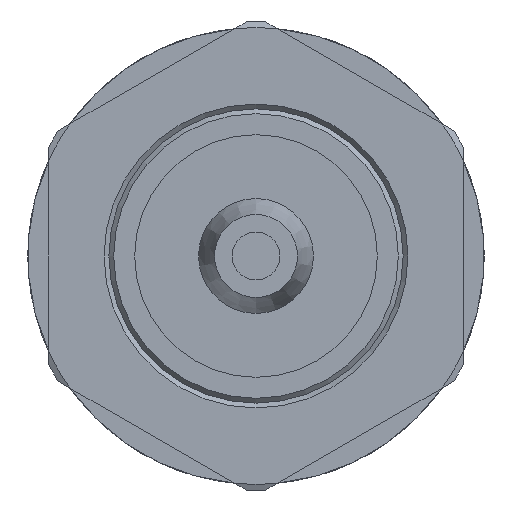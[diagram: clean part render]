
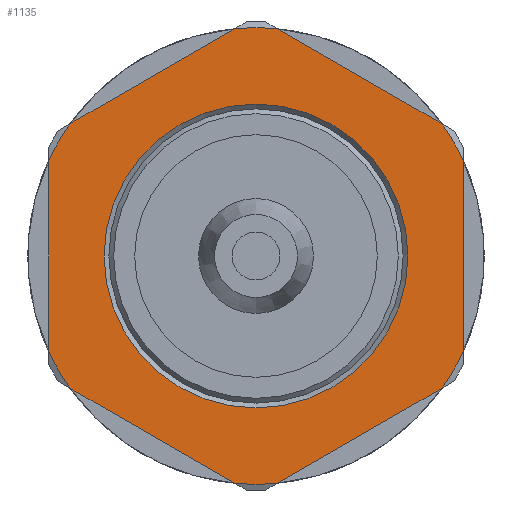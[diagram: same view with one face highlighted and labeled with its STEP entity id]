
A CAD part, front view. The second image highlights one B-rep face of the part: STEP entity #1135.
In plain terms, the highlighted planar face has unit normal (0, -1, 0).
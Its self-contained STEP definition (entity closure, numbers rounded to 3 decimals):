
#59=CIRCLE('',#1196,7.15);
#60=CIRCLE('',#1197,7.15);
#61=CIRCLE('',#1198,7.15);
#62=CIRCLE('',#1199,7.15);
#63=CIRCLE('',#1200,7.15);
#64=CIRCLE('',#1201,7.15);
#65=CIRCLE('',#1202,4.759);
#100=ORIENTED_EDGE('',*,*,#302,.T.);
#101=ORIENTED_EDGE('',*,*,#303,.T.);
#102=ORIENTED_EDGE('',*,*,#304,.T.);
#103=ORIENTED_EDGE('',*,*,#305,.T.);
#104=ORIENTED_EDGE('',*,*,#306,.T.);
#105=ORIENTED_EDGE('',*,*,#307,.T.);
#106=ORIENTED_EDGE('',*,*,#308,.T.);
#107=ORIENTED_EDGE('',*,*,#309,.T.);
#108=ORIENTED_EDGE('',*,*,#310,.T.);
#109=ORIENTED_EDGE('',*,*,#311,.T.);
#110=ORIENTED_EDGE('',*,*,#312,.T.);
#111=ORIENTED_EDGE('',*,*,#313,.T.);
#112=ORIENTED_EDGE('',*,*,#314,.F.);
#302=EDGE_CURVE('',#403,#404,#474,.T.);
#303=EDGE_CURVE('',#404,#405,#59,.T.);
#304=EDGE_CURVE('',#405,#406,#475,.T.);
#305=EDGE_CURVE('',#406,#407,#60,.T.);
#306=EDGE_CURVE('',#407,#408,#476,.T.);
#307=EDGE_CURVE('',#408,#409,#61,.T.);
#308=EDGE_CURVE('',#409,#410,#477,.T.);
#309=EDGE_CURVE('',#410,#411,#62,.T.);
#310=EDGE_CURVE('',#411,#412,#478,.T.);
#311=EDGE_CURVE('',#412,#413,#63,.T.);
#312=EDGE_CURVE('',#413,#414,#479,.T.);
#313=EDGE_CURVE('',#414,#403,#64,.T.);
#314=EDGE_CURVE('',#415,#415,#65,.T.);
#403=VERTEX_POINT('',#1530);
#404=VERTEX_POINT('',#1531);
#405=VERTEX_POINT('',#1533);
#406=VERTEX_POINT('',#1535);
#407=VERTEX_POINT('',#1537);
#408=VERTEX_POINT('',#1539);
#409=VERTEX_POINT('',#1541);
#410=VERTEX_POINT('',#1543);
#411=VERTEX_POINT('',#1545);
#412=VERTEX_POINT('',#1547);
#413=VERTEX_POINT('',#1549);
#414=VERTEX_POINT('',#1551);
#415=VERTEX_POINT('',#1554);
#474=LINE('',#1529,#516);
#475=LINE('',#1534,#517);
#476=LINE('',#1538,#518);
#477=LINE('',#1542,#519);
#478=LINE('',#1546,#520);
#479=LINE('',#1550,#521);
#516=VECTOR('',#1295,1000.);
#517=VECTOR('',#1298,1000.);
#518=VECTOR('',#1301,1000.);
#519=VECTOR('',#1304,1000.);
#520=VECTOR('',#1307,1000.);
#521=VECTOR('',#1310,1000.);
#558=EDGE_LOOP('',(#100,#101,#102,#103,#104,#105,#106,#107,#108,#109,#110,
#111));
#559=EDGE_LOOP('',(#112));
#636=FACE_BOUND('',#558,.T.);
#637=FACE_BOUND('',#559,.T.);
#714=PLANE('',#1195);
#1135=ADVANCED_FACE('',(#636,#637),#714,.T.);
#1195=AXIS2_PLACEMENT_3D('',#1528,#1293,#1294);
#1196=AXIS2_PLACEMENT_3D('',#1532,#1296,#1297);
#1197=AXIS2_PLACEMENT_3D('',#1536,#1299,#1300);
#1198=AXIS2_PLACEMENT_3D('',#1540,#1302,#1303);
#1199=AXIS2_PLACEMENT_3D('',#1544,#1305,#1306);
#1200=AXIS2_PLACEMENT_3D('',#1548,#1308,#1309);
#1201=AXIS2_PLACEMENT_3D('',#1552,#1311,#1312);
#1202=AXIS2_PLACEMENT_3D('',#1553,#1313,#1314);
#1293=DIRECTION('',(0.,-1.,0.));
#1294=DIRECTION('',(0.,0.,-1.));
#1295=DIRECTION('',(0.,0.,1.));
#1296=DIRECTION('',(0.,-1.,0.));
#1297=DIRECTION('',(0.,0.,-1.));
#1298=DIRECTION('',(-0.866,0.,0.5));
#1299=DIRECTION('',(0.,-1.,0.));
#1300=DIRECTION('',(0.,0.,-1.));
#1301=DIRECTION('',(-0.866,0.,-0.5));
#1302=DIRECTION('',(0.,-1.,0.));
#1303=DIRECTION('',(0.,0.,-1.));
#1304=DIRECTION('',(0.,0.,-1.));
#1305=DIRECTION('',(0.,-1.,0.));
#1306=DIRECTION('',(0.,0.,-1.));
#1307=DIRECTION('',(0.866,0.,-0.5));
#1308=DIRECTION('',(0.,-1.,0.));
#1309=DIRECTION('',(0.,0.,-1.));
#1310=DIRECTION('',(0.866,0.,0.5));
#1311=DIRECTION('',(0.,-1.,0.));
#1312=DIRECTION('',(0.,0.,-1.));
#1313=DIRECTION('',(0.,-1.,0.));
#1314=DIRECTION('',(0.,0.,-1.));
#1528=CARTESIAN_POINT('',(4.759,9.5,0.));
#1529=CARTESIAN_POINT('',(6.5,9.5,0.));
#1530=CARTESIAN_POINT('',(6.5,9.5,-2.979));
#1531=CARTESIAN_POINT('',(6.5,9.5,2.979));
#1532=CARTESIAN_POINT('',(0.,9.5,0.));
#1533=CARTESIAN_POINT('',(5.83,9.5,4.14));
#1534=CARTESIAN_POINT('',(6.819,9.5,3.569));
#1535=CARTESIAN_POINT('',(0.67,9.5,7.119));
#1536=CARTESIAN_POINT('',(0.,9.5,0.));
#1537=CARTESIAN_POINT('',(-0.67,9.5,7.119));
#1538=CARTESIAN_POINT('',(0.319,9.5,7.69));
#1539=CARTESIAN_POINT('',(-5.83,9.5,4.14));
#1540=CARTESIAN_POINT('',(0.,9.5,0.));
#1541=CARTESIAN_POINT('',(-6.5,9.5,2.979));
#1542=CARTESIAN_POINT('',(-6.5,9.5,0.));
#1543=CARTESIAN_POINT('',(-6.5,9.5,-2.979));
#1544=CARTESIAN_POINT('',(0.,9.5,0.));
#1545=CARTESIAN_POINT('',(-5.83,9.5,-4.14));
#1546=CARTESIAN_POINT('',(0.319,9.5,-7.69));
#1547=CARTESIAN_POINT('',(-0.67,9.5,-7.119));
#1548=CARTESIAN_POINT('',(0.,9.5,0.));
#1549=CARTESIAN_POINT('',(0.67,9.5,-7.119));
#1550=CARTESIAN_POINT('',(6.819,9.5,-3.569));
#1551=CARTESIAN_POINT('',(5.83,9.5,-4.14));
#1552=CARTESIAN_POINT('',(0.,9.5,0.));
#1553=CARTESIAN_POINT('',(0.,9.5,0.));
#1554=CARTESIAN_POINT('',(0.,9.5,-4.759));
